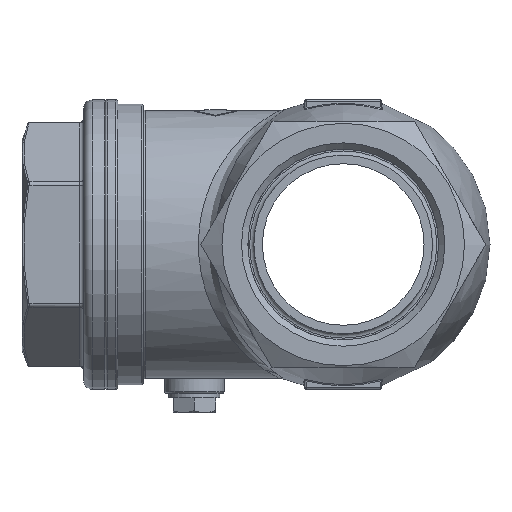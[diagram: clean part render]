
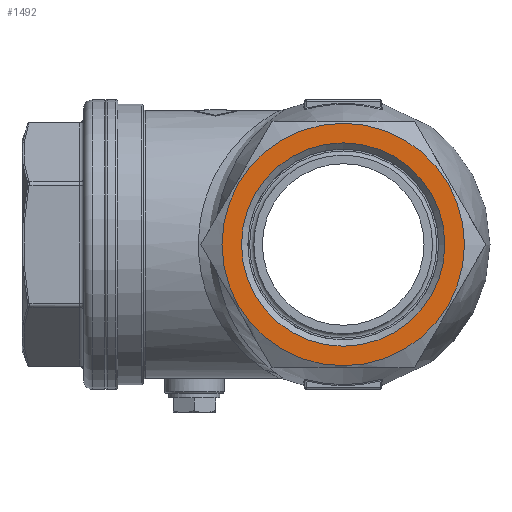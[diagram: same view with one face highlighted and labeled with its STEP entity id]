
A CAD part, left-side view. The second image highlights one B-rep face of the part: STEP entity #1492.
In plain terms, the highlighted planar face has unit normal (-1, 0, 0).
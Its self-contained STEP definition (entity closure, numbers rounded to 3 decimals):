
#1492 = ADVANCED_FACE ( 'NONE', ( #2772, #2814 ), #2815, .F. ) ;
#2772 = FACE_OUTER_BOUND ( 'NONE', #6592, .T. ) ;
#2814 = FACE_BOUND ( 'NONE', #6594, .T. ) ;
#2815 = PLANE ( 'NONE',  #33855 ) ;
#2824 = CARTESIAN_POINT ( 'NONE',  ( -60., 0., -28.5 ) ) ;
#2825 = DIRECTION ( 'NONE',  ( 1., 0., 0. ) ) ;
#2826 = DIRECTION ( 'NONE',  ( 0., 0., 1. ) ) ;
#6592 = EDGE_LOOP ( 'NONE', ( #19873 ) ) ;
#6594 = EDGE_LOOP ( 'NONE', ( #19874 ) ) ;
#19873 = ORIENTED_EDGE ( 'NONE', *, *, #30680, .T. ) ;
#19874 = ORIENTED_EDGE ( 'NONE', *, *, #30789, .F. ) ;
#20175 = CIRCLE ( 'NONE', #20178, 28.5 ) ;
#20178 = AXIS2_PLACEMENT_3D ( 'NONE', #27824, #27825, #27826 ) ;
#20223 = AXIS2_PLACEMENT_3D ( 'NONE', #23579, #23581, #23583 ) ;
#20234 = CIRCLE ( 'NONE', #20223, 23.9 ) ;
#23579 = CARTESIAN_POINT ( 'NONE',  ( -60., 0., 0. ) ) ;
#23581 = DIRECTION ( 'NONE',  ( -1., 0., 0. ) ) ;
#23583 = DIRECTION ( 'NONE',  ( 0., 0., 1. ) ) ;
#27824 = CARTESIAN_POINT ( 'NONE',  ( -60., 0., 0. ) ) ;
#27825 = DIRECTION ( 'NONE',  ( -1., 0., 0. ) ) ;
#27826 = DIRECTION ( 'NONE',  ( 0., 0., 1. ) ) ;
#30680 = EDGE_CURVE ( 'NONE', #31777, #31777, #20175, .T. ) ;
#30789 = EDGE_CURVE ( 'NONE', #31819, #31819, #20234, .T. ) ;
#31777 = VERTEX_POINT ( 'NONE', #31780 ) ;
#31780 = CARTESIAN_POINT ( 'NONE',  ( -60., 0., 28.5 ) ) ;
#31819 = VERTEX_POINT ( 'NONE', #31822 ) ;
#31822 = CARTESIAN_POINT ( 'NONE',  ( -60., 0., 23.9 ) ) ;
#33855 = AXIS2_PLACEMENT_3D ( 'NONE', #2824, #2825, #2826 ) ;
